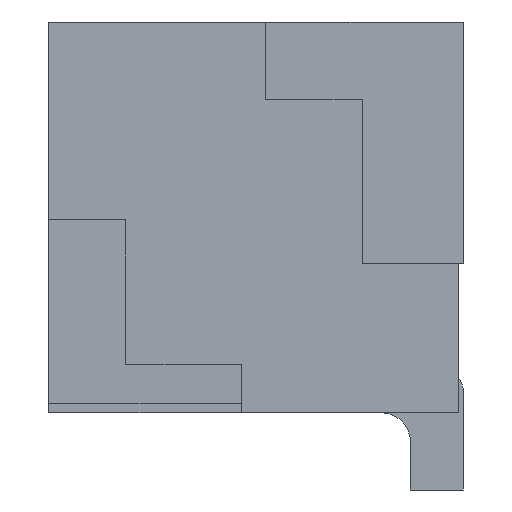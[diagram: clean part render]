
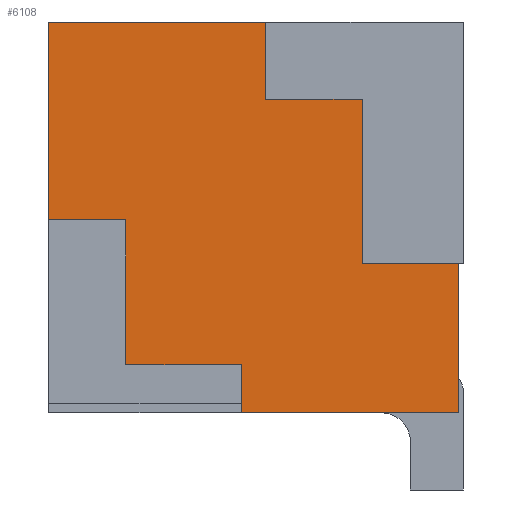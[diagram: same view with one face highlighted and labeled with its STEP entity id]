
A CAD part, left-side view. The second image highlights one B-rep face of the part: STEP entity #6108.
In plain terms, the highlighted planar face has unit normal (-1, 0, 0).
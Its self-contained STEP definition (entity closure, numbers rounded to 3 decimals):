
#196=PLANE('',#6462);
#501=FACE_OUTER_BOUND('',#811,.T.);
#811=EDGE_LOOP('',(#5081,#5082,#5083,#5084,#5085,#5086,#5087,#5088,#5089,
#5090,#5091,#5092));
#1450=LINE('',#9200,#2305);
#1490=LINE('',#9277,#2345);
#1493=LINE('',#9284,#2348);
#1494=LINE('',#9286,#2349);
#1495=LINE('',#9287,#2350);
#1496=LINE('',#9289,#2351);
#1497=LINE('',#9291,#2352);
#1498=LINE('',#9293,#2353);
#1499=LINE('',#9294,#2354);
#1500=LINE('',#9296,#2355);
#1501=LINE('',#9298,#2356);
#1502=LINE('',#9299,#2357);
#2305=VECTOR('',#7476,1000.);
#2345=VECTOR('',#7524,1000.);
#2348=VECTOR('',#7529,1000.);
#2349=VECTOR('',#7530,1000.);
#2350=VECTOR('',#7531,1000.);
#2351=VECTOR('',#7532,1000.);
#2352=VECTOR('',#7533,1000.);
#2353=VECTOR('',#7534,1000.);
#2354=VECTOR('',#7535,1000.);
#2355=VECTOR('',#7536,1000.);
#2356=VECTOR('',#7537,1000.);
#2357=VECTOR('',#7538,1000.);
#3077=VERTEX_POINT('',#9197);
#3078=VERTEX_POINT('',#9199);
#3110=VERTEX_POINT('',#9274);
#3111=VERTEX_POINT('',#9276);
#3113=VERTEX_POINT('',#9282);
#3114=VERTEX_POINT('',#9283);
#3115=VERTEX_POINT('',#9285);
#3116=VERTEX_POINT('',#9288);
#3117=VERTEX_POINT('',#9290);
#3118=VERTEX_POINT('',#9292);
#3119=VERTEX_POINT('',#9295);
#3120=VERTEX_POINT('',#9297);
#3796=EDGE_CURVE('',#3078,#3077,#1450,.T.);
#3836=EDGE_CURVE('',#3110,#3111,#1490,.T.);
#3839=EDGE_CURVE('',#3113,#3114,#1493,.T.);
#3840=EDGE_CURVE('',#3114,#3115,#1494,.T.);
#3841=EDGE_CURVE('',#3111,#3115,#1495,.T.);
#3842=EDGE_CURVE('',#3116,#3110,#1496,.T.);
#3843=EDGE_CURVE('',#3117,#3116,#1497,.T.);
#3844=EDGE_CURVE('',#3118,#3117,#1498,.T.);
#3845=EDGE_CURVE('',#3078,#3118,#1499,.T.);
#3846=EDGE_CURVE('',#3077,#3119,#1500,.T.);
#3847=EDGE_CURVE('',#3119,#3120,#1501,.T.);
#3848=EDGE_CURVE('',#3120,#3113,#1502,.T.);
#5081=ORIENTED_EDGE('',*,*,#3839,.T.);
#5082=ORIENTED_EDGE('',*,*,#3840,.T.);
#5083=ORIENTED_EDGE('',*,*,#3841,.F.);
#5084=ORIENTED_EDGE('',*,*,#3836,.F.);
#5085=ORIENTED_EDGE('',*,*,#3842,.F.);
#5086=ORIENTED_EDGE('',*,*,#3843,.F.);
#5087=ORIENTED_EDGE('',*,*,#3844,.F.);
#5088=ORIENTED_EDGE('',*,*,#3845,.F.);
#5089=ORIENTED_EDGE('',*,*,#3796,.T.);
#5090=ORIENTED_EDGE('',*,*,#3846,.T.);
#5091=ORIENTED_EDGE('',*,*,#3847,.T.);
#5092=ORIENTED_EDGE('',*,*,#3848,.T.);
#6108=ADVANCED_FACE('',(#501),#196,.F.);
#6462=AXIS2_PLACEMENT_3D('',#9281,#7527,#7528);
#7476=DIRECTION('',(0.,-1.,0.));
#7524=DIRECTION('',(0.,0.,1.));
#7527=DIRECTION('center_axis',(1.,0.,0.));
#7528=DIRECTION('ref_axis',(0.,1.,0.));
#7529=DIRECTION('',(0.,1.,0.));
#7530=DIRECTION('',(0.,0.,1.));
#7531=DIRECTION('',(0.,-1.,0.));
#7532=DIRECTION('',(0.,1.,0.));
#7533=DIRECTION('',(0.,0.,1.));
#7534=DIRECTION('',(0.,1.,0.));
#7535=DIRECTION('',(0.,0.,1.));
#7536=DIRECTION('',(0.,0.,1.));
#7537=DIRECTION('',(0.,1.,0.));
#7538=DIRECTION('',(0.,0.,1.));
#9197=CARTESIAN_POINT('',(-6.,0.,-2.025));
#9199=CARTESIAN_POINT('',(-6.,2.25,-2.025));
#9200=CARTESIAN_POINT('',(-6.,4.25,-2.025));
#9274=CARTESIAN_POINT('',(-6.,4.25,-0.025));
#9276=CARTESIAN_POINT('',(-6.,4.25,2.025));
#9277=CARTESIAN_POINT('',(-6.,4.25,2.025));
#9281=CARTESIAN_POINT('Origin',(-6.,4.25,2.025));
#9282=CARTESIAN_POINT('',(-6.,1.,1.225));
#9283=CARTESIAN_POINT('',(-6.,2.,1.225));
#9284=CARTESIAN_POINT('',(-6.,2.,1.225));
#9285=CARTESIAN_POINT('',(-6.,2.,2.025));
#9286=CARTESIAN_POINT('',(-6.,2.,2.025));
#9287=CARTESIAN_POINT('',(-6.,4.25,2.025));
#9288=CARTESIAN_POINT('',(-6.,3.45,-0.025));
#9289=CARTESIAN_POINT('',(-6.,3.45,-0.025));
#9290=CARTESIAN_POINT('',(-6.,3.45,-1.525));
#9291=CARTESIAN_POINT('',(-6.,3.45,-1.525));
#9292=CARTESIAN_POINT('',(-6.,2.25,-1.525));
#9293=CARTESIAN_POINT('',(-6.,2.25,-1.525));
#9294=CARTESIAN_POINT('',(-6.,2.25,-2.025));
#9295=CARTESIAN_POINT('',(-6.,0.,-0.475));
#9296=CARTESIAN_POINT('',(-6.,0.,2.025));
#9297=CARTESIAN_POINT('',(-6.,1.,-0.475));
#9298=CARTESIAN_POINT('',(-6.,1.,-0.475));
#9299=CARTESIAN_POINT('',(-6.,1.,1.225));
